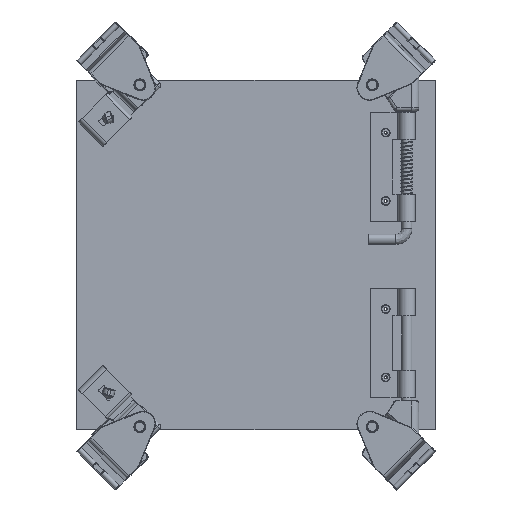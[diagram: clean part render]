
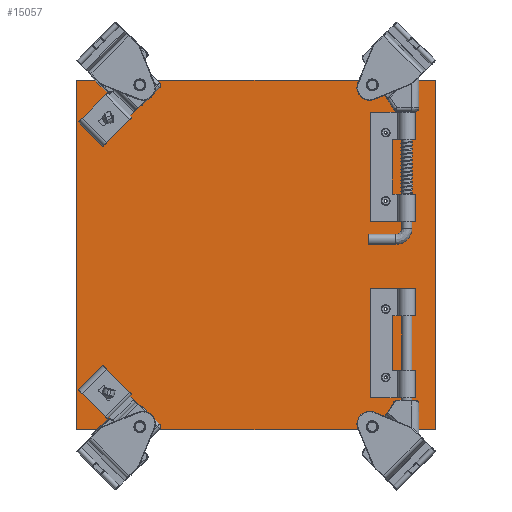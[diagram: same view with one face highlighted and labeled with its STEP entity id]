
A CAD part, top view. The second image highlights one B-rep face of the part: STEP entity #15057.
In plain terms, the highlighted planar face has unit normal (0.002, 0, 1).
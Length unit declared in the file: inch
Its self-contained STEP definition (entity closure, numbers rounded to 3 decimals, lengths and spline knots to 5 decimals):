
#544 = EDGE_LOOP ( 'NONE', ( #31876 ) ) ;
#2080 = CIRCLE ( 'NONE', #29559, 0.07 ) ;
#2200 = EDGE_CURVE ( 'NONE', #42930, #42930, #9542, .T. ) ;
#2219 = CARTESIAN_POINT ( 'NONE',  ( -3.2836, 3.20823, -2.32498 ) ) ;
#2256 = CARTESIAN_POINT ( 'NONE',  ( -2.8163, 2.52648, -2.32582 ) ) ;
#2913 = CARTESIAN_POINT ( 'NONE',  ( 2.36889, 1.00478, -2.33523 ) ) ;
#3293 = FACE_BOUND ( 'NONE', #40016, .T. ) ;
#4459 = CARTESIAN_POINT ( 'NONE',  ( 2.29889, 1.00478, -2.33511 ) ) ;
#4816 = VERTEX_POINT ( 'NONE', #22659 ) ;
#5185 = FACE_BOUND ( 'NONE', #544, .T. ) ;
#5890 = DIRECTION ( 'NONE',  ( 0., -1., 0. ) ) ;
#6393 = DIRECTION ( 'NONE',  ( -1., 0., 0.002 ) ) ;
#6521 = EDGE_LOOP ( 'NONE', ( #26262 ) ) ;
#6883 = EDGE_CURVE ( 'NONE', #23010, #23010, #28812, .T. ) ;
#9228 = DIRECTION ( 'NONE',  ( -0.002, 0., -1. ) ) ;
#9265 = ORIENTED_EDGE ( 'NONE', *, *, #43935, .T. ) ;
#9542 = CIRCLE ( 'NONE', #51183, 0.125 ) ;
#9796 = CARTESIAN_POINT ( 'NONE',  ( 3.27889, 0.01698, -2.33689 ) ) ;
#10675 = CARTESIAN_POINT ( 'NONE',  ( 2.36889, -0.97082, -2.33523 ) ) ;
#10863 = CARTESIAN_POINT ( 'NONE',  ( 2.36889, -2.22082, -2.33523 ) ) ;
#13086 = VERTEX_POINT ( 'NONE', #4459 ) ;
#13167 = CIRCLE ( 'NONE', #45395, 0.07 ) ;
#13393 = CARTESIAN_POINT ( 'NONE',  ( -3.2836, 3.20823, -2.32498 ) ) ;
#15042 = VERTEX_POINT ( 'NONE', #38065 ) ;
#15057 = ADVANCED_FACE ( 'NONE', ( #5185, #36970, #55833, #26487, #3293, #44262, #52256 ), #44552, .F. ) ;
#15853 = EDGE_CURVE ( 'NONE', #51747, #51747, #39827, .T. ) ;
#16114 = AXIS2_PLACEMENT_3D ( 'NONE', #10675, #24030, #55747 ) ;
#17936 = DIRECTION ( 'NONE',  ( -0.002, 0., -1. ) ) ;
#20126 = LINE ( 'NONE', #34370, #21343 ) ;
#20762 = VECTOR ( 'NONE', #5890, 39.37008 ) ;
#20832 = DIRECTION ( 'NONE',  ( -0.002, 0., -1. ) ) ;
#21343 = VECTOR ( 'NONE', #38817, 39.37008 ) ;
#21402 = DIRECTION ( 'NONE',  ( -1., 0., 0.002 ) ) ;
#21982 = EDGE_CURVE ( 'NONE', #4816, #4816, #2080, .T. ) ;
#22007 = CIRCLE ( 'NONE', #22929, 0.07 ) ;
#22659 = CARTESIAN_POINT ( 'NONE',  ( 2.29889, -2.22082, -2.33511 ) ) ;
#22929 = AXIS2_PLACEMENT_3D ( 'NONE', #24262, #51237, #42347 ) ;
#23010 = VERTEX_POINT ( 'NONE', #26616 ) ;
#23603 = EDGE_LOOP ( 'NONE', ( #37913 ) ) ;
#23920 = EDGE_CURVE ( 'NONE', #55396, #15042, #46167, .T. ) ;
#24030 = DIRECTION ( 'NONE',  ( -0.002, 0., -1. ) ) ;
#24262 = CARTESIAN_POINT ( 'NONE',  ( 2.36889, 2.25478, -2.33523 ) ) ;
#24538 = AXIS2_PLACEMENT_3D ( 'NONE', #30318, #20832, #43668 ) ;
#24560 = ORIENTED_EDGE ( 'NONE', *, *, #23920, .F. ) ;
#25642 = CARTESIAN_POINT ( 'NONE',  ( -3.2836, -3.17427, -2.32498 ) ) ;
#26262 = ORIENTED_EDGE ( 'NONE', *, *, #53204, .T. ) ;
#26486 = CARTESIAN_POINT ( 'NONE',  ( -2.6913, 2.52648, -2.32605 ) ) ;
#26487 = FACE_BOUND ( 'NONE', #6521, .T. ) ;
#26616 = CARTESIAN_POINT ( 'NONE',  ( -2.8163, -2.49252, -2.32582 ) ) ;
#27342 = DIRECTION ( 'NONE',  ( -1., 0., 0.002 ) ) ;
#28812 = CIRCLE ( 'NONE', #50545, 0.125 ) ;
#28965 = DIRECTION ( 'NONE',  ( -0.002, 0., -1. ) ) ;
#29307 = EDGE_LOOP ( 'NONE', ( #36013, #53940, #24560, #53143 ) ) ;
#29559 = AXIS2_PLACEMENT_3D ( 'NONE', #10863, #28965, #6393 ) ;
#29673 = EDGE_CURVE ( 'NONE', #46470, #42231, #20126, .T. ) ;
#30318 = CARTESIAN_POINT ( 'NONE',  ( -0.00236, 0.01698, -2.33093 ) ) ;
#30902 = EDGE_LOOP ( 'NONE', ( #9265 ) ) ;
#31798 = LINE ( 'NONE', #13393, #51669 ) ;
#31876 = ORIENTED_EDGE ( 'NONE', *, *, #21982, .T. ) ;
#32525 = VECTOR ( 'NONE', #50607, 39.37008 ) ;
#33712 = ORIENTED_EDGE ( 'NONE', *, *, #2200, .T. ) ;
#34370 = CARTESIAN_POINT ( 'NONE',  ( -3.2836, -3.17427, -2.32498 ) ) ;
#36013 = ORIENTED_EDGE ( 'NONE', *, *, #29673, .F. ) ;
#36970 = FACE_BOUND ( 'NONE', #23603, .T. ) ;
#37144 = EDGE_CURVE ( 'NONE', #42231, #55396, #31798, .T. ) ;
#37913 = ORIENTED_EDGE ( 'NONE', *, *, #15853, .T. ) ;
#38065 = CARTESIAN_POINT ( 'NONE',  ( 3.27889, 3.20823, -2.33689 ) ) ;
#38817 = DIRECTION ( 'NONE',  ( -1., 0., 0.002 ) ) ;
#38868 = ORIENTED_EDGE ( 'NONE', *, *, #6883, .T. ) ;
#39734 = DIRECTION ( 'NONE',  ( -1., 0., 0.002 ) ) ;
#39827 = CIRCLE ( 'NONE', #16114, 0.07 ) ;
#40016 = EDGE_LOOP ( 'NONE', ( #38868 ) ) ;
#40477 = CARTESIAN_POINT ( 'NONE',  ( -2.6913, -2.49252, -2.32605 ) ) ;
#41718 = CARTESIAN_POINT ( 'NONE',  ( 3.27889, 3.20823, -2.33689 ) ) ;
#42231 = VERTEX_POINT ( 'NONE', #25642 ) ;
#42347 = DIRECTION ( 'NONE',  ( -1., 0., 0.002 ) ) ;
#42930 = VERTEX_POINT ( 'NONE', #2256 ) ;
#43300 = CARTESIAN_POINT ( 'NONE',  ( 2.29889, 2.25478, -2.33511 ) ) ;
#43668 = DIRECTION ( 'NONE',  ( -1., 0., 0.002 ) ) ;
#43935 = EDGE_CURVE ( 'NONE', #13086, #13086, #13167, .T. ) ;
#44187 = DIRECTION ( 'NONE',  ( -0.002, 0., -1. ) ) ;
#44262 = FACE_BOUND ( 'NONE', #54631, .T. ) ;
#44552 = PLANE ( 'NONE',  #24538 ) ;
#45395 = AXIS2_PLACEMENT_3D ( 'NONE', #2913, #44187, #39734 ) ;
#45616 = EDGE_CURVE ( 'NONE', #15042, #46470, #55737, .T. ) ;
#46167 = LINE ( 'NONE', #41718, #32525 ) ;
#46470 = VERTEX_POINT ( 'NONE', #50120 ) ;
#50120 = CARTESIAN_POINT ( 'NONE',  ( 3.27889, -3.17427, -2.33689 ) ) ;
#50545 = AXIS2_PLACEMENT_3D ( 'NONE', #40477, #17936, #21402 ) ;
#50607 = DIRECTION ( 'NONE',  ( 1., 0., -0.002 ) ) ;
#51183 = AXIS2_PLACEMENT_3D ( 'NONE', #26486, #9228, #27342 ) ;
#51237 = DIRECTION ( 'NONE',  ( -0.002, 0., -1. ) ) ;
#51669 = VECTOR ( 'NONE', #54020, 39.37008 ) ;
#51747 = VERTEX_POINT ( 'NONE', #52901 ) ;
#52256 = FACE_OUTER_BOUND ( 'NONE', #29307, .T. ) ;
#52901 = CARTESIAN_POINT ( 'NONE',  ( 2.29889, -0.97082, -2.33511 ) ) ;
#53143 = ORIENTED_EDGE ( 'NONE', *, *, #37144, .F. ) ;
#53204 = EDGE_CURVE ( 'NONE', #56935, #56935, #22007, .T. ) ;
#53940 = ORIENTED_EDGE ( 'NONE', *, *, #45616, .F. ) ;
#54020 = DIRECTION ( 'NONE',  ( 0., 1., 0. ) ) ;
#54631 = EDGE_LOOP ( 'NONE', ( #33712 ) ) ;
#55396 = VERTEX_POINT ( 'NONE', #2219 ) ;
#55737 = LINE ( 'NONE', #9796, #20762 ) ;
#55747 = DIRECTION ( 'NONE',  ( -1., 0., 0.002 ) ) ;
#55833 = FACE_BOUND ( 'NONE', #30902, .T. ) ;
#56935 = VERTEX_POINT ( 'NONE', #43300 ) ;
